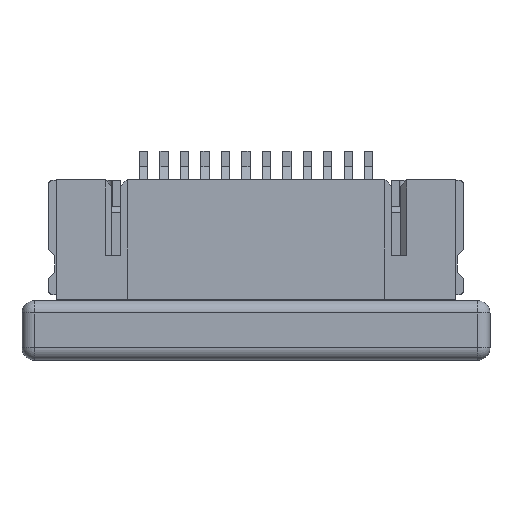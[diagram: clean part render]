
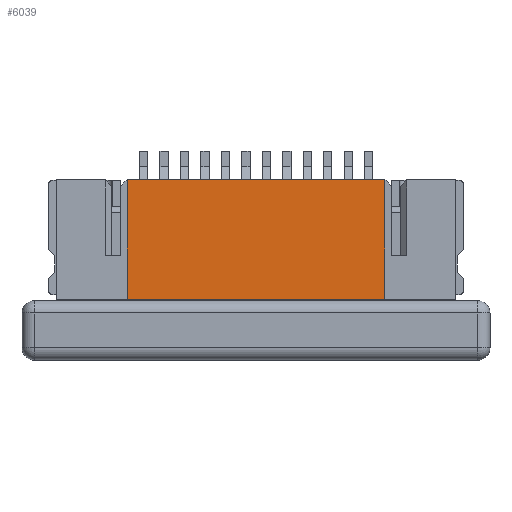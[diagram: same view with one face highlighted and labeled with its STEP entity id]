
A CAD part, top view. The second image highlights one B-rep face of the part: STEP entity #6039.
In plain terms, the highlighted planar face has unit normal (0, 0, 1).
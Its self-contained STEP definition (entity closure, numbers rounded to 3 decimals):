
#285=PLANE('',#6451);
#339=LINE('',#8142,#1109);
#542=LINE('',#8612,#1312);
#1061=LINE('',#9742,#1831);
#1062=LINE('',#9744,#1832);
#1109=VECTOR('',#6557,2.91);
#1312=VECTOR('',#6986,2.91);
#1831=VECTOR('',#8015,8.3);
#1832=VECTOR('',#8018,8.3);
#2181=FACE_OUTER_BOUND('',#2503,.T.);
#2503=EDGE_LOOP('',(#5709,#5710,#5711,#5712));
#2633=VERTEX_POINT('',#8139);
#2634=VERTEX_POINT('',#8141);
#2787=VERTEX_POINT('',#8610);
#2788=VERTEX_POINT('',#8611);
#3203=EDGE_CURVE('',#2633,#2634,#339,.T.);
#3440=EDGE_CURVE('',#2787,#2788,#542,.T.);
#4003=EDGE_CURVE('',#2787,#2633,#1061,.T.);
#4004=EDGE_CURVE('',#2634,#2788,#1062,.T.);
#5709=ORIENTED_EDGE('',*,*,#4003,.F.);
#5710=ORIENTED_EDGE('',*,*,#3440,.T.);
#5711=ORIENTED_EDGE('',*,*,#4004,.F.);
#5712=ORIENTED_EDGE('',*,*,#3203,.F.);
#6039=ADVANCED_FACE('',(#2181),#285,.T.);
#6451=AXIS2_PLACEMENT_3D('',#9743,#8016,#8017);
#6557=DIRECTION('',(0.,-1.,0.));
#6986=DIRECTION('',(0.,-1.,0.));
#8015=DIRECTION('',(1.,0.,0.));
#8016=DIRECTION('center_axis',(0.,0.,1.));
#8017=DIRECTION('ref_axis',(1.,0.,0.));
#8018=DIRECTION('',(-1.,0.,0.));
#8139=CARTESIAN_POINT('',(-2.15,4.41,2.));
#8141=CARTESIAN_POINT('',(-2.15,1.5,2.));
#8142=CARTESIAN_POINT('',(-2.15,4.41,2.));
#8610=CARTESIAN_POINT('',(-8.45,4.41,2.));
#8611=CARTESIAN_POINT('',(-8.45,1.5,2.));
#8612=CARTESIAN_POINT('',(-8.45,4.41,2.));
#9742=CARTESIAN_POINT('',(-10.45,4.41,2.));
#9743=CARTESIAN_POINT('Origin',(2.415,0.01,2.));
#9744=CARTESIAN_POINT('',(-2.15,1.5,2.));
